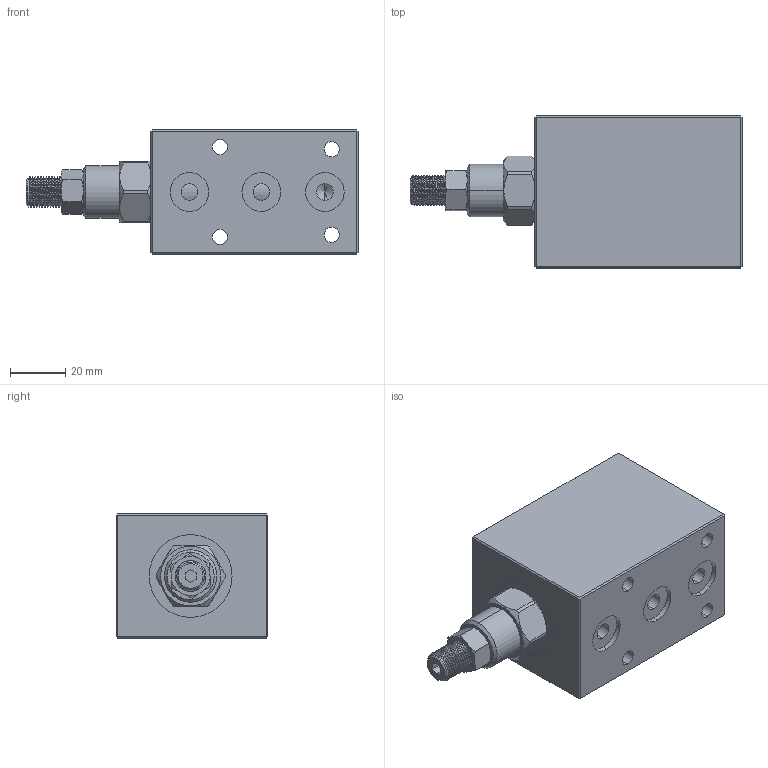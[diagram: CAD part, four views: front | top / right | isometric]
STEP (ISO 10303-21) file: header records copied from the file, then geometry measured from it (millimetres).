
FILE_DESCRIPTION (( 'STEP AP203' ), '1' );
FILE_NAME ('C-PBC-AL-M脣宒熬揤概3D.STEP', '2020-12-07T03:27:29', ( 'PC' ), ( '' ), 'SwSTEP 2.0', 'SolidWorks 2016', '' );
FILE_SCHEMA (( 'CONFIG_CONTROL_DESIGN' ));
Length unit declared in the file: millimetre
Products named in the file (4): J-PBC-BL插式减压阀安装座; 脣宒熬揤概; M10x1蹟譫; C-PBC-AL-M脣宒熬揤概3D
Assembly tree (3 placements, depth 2):
  C-PBC-AL-M脣宒熬揤概3D
    J-PBC-BL插式减压阀安装座
    脣宒熬揤概
    M10x1蹟譫
Bounding box: 120.2 x 55 x 45 mm (x, y, z)
Volume: 182294.7 mm3; surface area: 37920.6 mm2
Topology: 3 solids, 3 shells, 265 faces, 674 edges, 429 vertices
Faces by surface type: cylinder 147, plane 79, cone 32, bspline 7
Entity records: 13311 total; most frequent: CARTESIAN_POINT 6907, ORIENTED_EDGE 1340, DIRECTION 1154, EDGE_CURVE 670, AXIS2_PLACEMENT_3D 444, VERTEX_POINT 429, EDGE_LOOP 313, VECTOR 266
